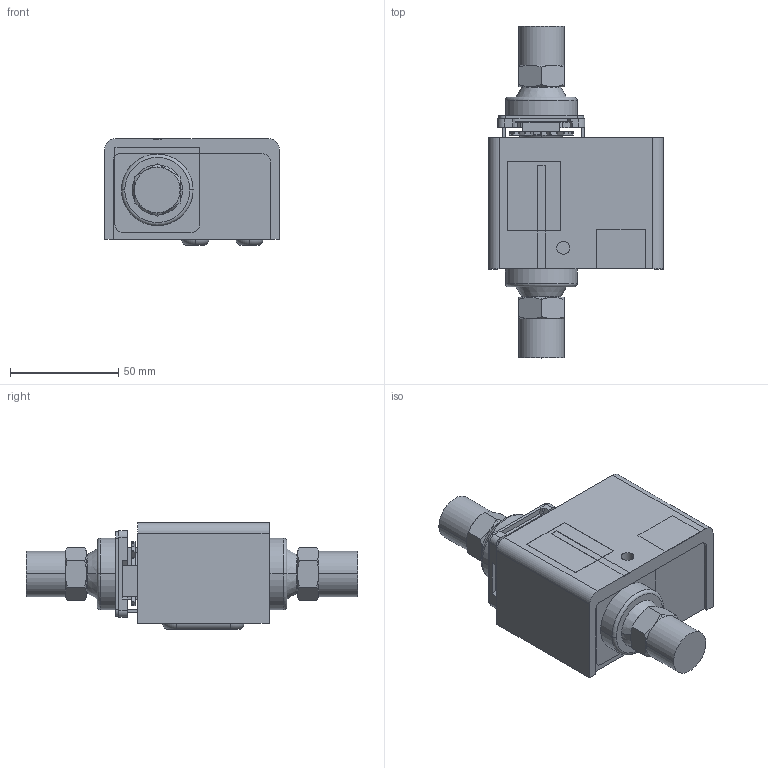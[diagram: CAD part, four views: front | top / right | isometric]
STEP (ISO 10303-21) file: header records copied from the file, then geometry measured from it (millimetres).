
FILE_DESCRIPTION (( 'STEP AP203' ), '1' );
FILE_NAME ('5D-1-2.STEP', '2021-05-27T08:47:53', ( '晓春电脑' ), ( '微软中国' ), 'SwSTEP 2.0', 'SolidWorks 2016', '' );
FILE_SCHEMA (( 'CONFIG_CONTROL_DESIGN' ));
Length unit declared in the file: millimetre
Products named in the file (1): 5D-1-2
Bounding box: 80.5 x 153 x 49.3 mm (x, y, z)
Volume: 263559 mm3; surface area: 43042.5 mm2
Topology: 4 solids, 4 shells, 312 faces, 815 edges, 527 vertices
Faces by surface type: plane 159, cylinder 127, cone 16, torus 10
Entity records: 9926 total; most frequent: CARTESIAN_POINT 1919, DIRECTION 1729, ORIENTED_EDGE 1630, EDGE_CURVE 815, AXIS2_PLACEMENT_3D 625, VERTEX_POINT 527, VECTOR 479, LINE 479
